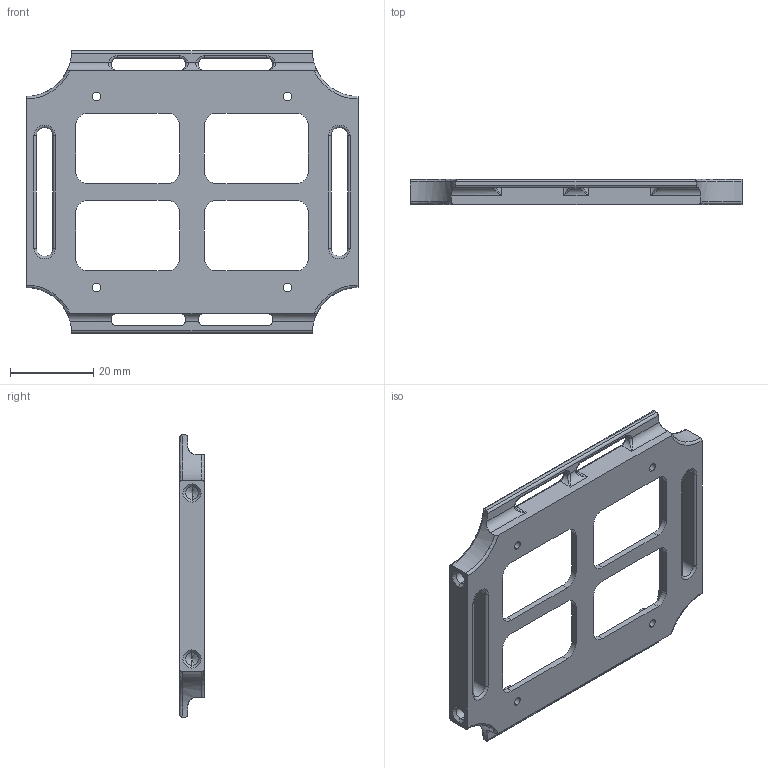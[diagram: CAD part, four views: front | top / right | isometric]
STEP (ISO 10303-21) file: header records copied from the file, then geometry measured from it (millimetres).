
FILE_DESCRIPTION (( 'STEP AP214' ), '1' );
FILE_NAME ('body_structure_bottom.STEP', '2020-05-14T06:44:48', ( '' ), ( '' ), 'SwSTEP 2.0', 'SolidWorks 2017', '' );
FILE_SCHEMA (( 'AUTOMOTIVE_DESIGN' ));
Length unit declared in the file: millimetre
Products named in the file (1): body_structure_bottom
Bounding box: 80 x 6 x 68 mm (x, y, z)
Volume: 8514.5 mm3; surface area: 10172.2 mm2
Topology: 1 solids, 1 shells, 209 faces, 530 edges, 316 vertices
Faces by surface type: cylinder 98, torus 48, plane 43, cone 16, bspline 4
Entity records: 6714 total; most frequent: CARTESIAN_POINT 1532, DIRECTION 1162, ORIENTED_EDGE 1036, EDGE_CURVE 518, AXIS2_PLACEMENT_3D 466, VERTEX_POINT 316, CIRCLE 260, EDGE_LOOP 242
